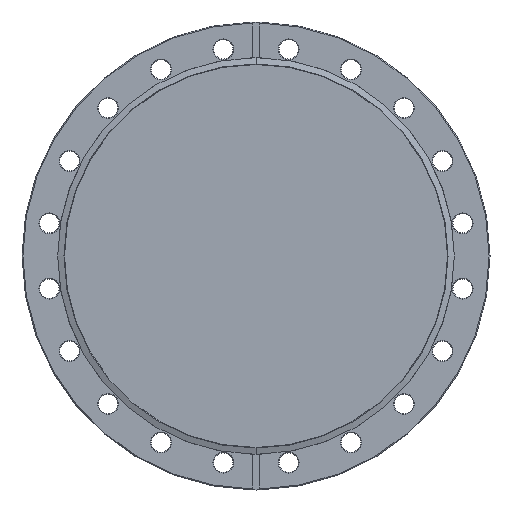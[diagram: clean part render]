
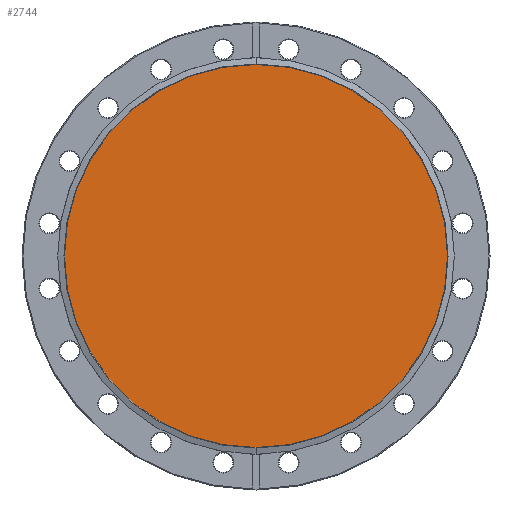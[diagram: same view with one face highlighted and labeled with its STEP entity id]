
A CAD part, front view. The second image highlights one B-rep face of the part: STEP entity #2744.
In plain terms, the highlighted planar face has unit normal (0, -1, 0).
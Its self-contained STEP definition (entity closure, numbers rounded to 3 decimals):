
#350 = EDGE_CURVE ( 'NONE', #1654, #1587, #3096, .T. ) ;
#412 = AXIS2_PLACEMENT_3D ( 'NONE', #1499, #568, #3405 ) ;
#422 = CARTESIAN_POINT ( 'NONE',  ( 0., -9.95, 0. ) ) ;
#442 = CARTESIAN_POINT ( 'NONE',  ( 0., -9.95, -82.832 ) ) ;
#458 = CARTESIAN_POINT ( 'NONE',  ( -82.832, -9.95, 0. ) ) ;
#562 = ORIENTED_EDGE ( 'NONE', *, *, #4354, .T. ) ;
#568 = DIRECTION ( 'NONE',  ( 0., -1., 0. ) ) ;
#791 = DIRECTION ( 'NONE',  ( 0., 0., -1. ) ) ;
#831 = DIRECTION ( 'NONE',  ( 0., 0., 1. ) ) ;
#960 = EDGE_LOOP ( 'NONE', ( #562, #4604 ) ) ;
#1499 = CARTESIAN_POINT ( 'NONE',  ( 0., -9.95, 0. ) ) ;
#1587 = VERTEX_POINT ( 'NONE', #442 ) ;
#1654 = VERTEX_POINT ( 'NONE', #1922 ) ;
#1844 = CIRCLE ( 'NONE', #3253, 82.832 ) ;
#1922 = CARTESIAN_POINT ( 'NONE',  ( 0., -9.95, 82.832 ) ) ;
#1930 = FACE_OUTER_BOUND ( 'NONE', #960, .T. ) ;
#1995 = PLANE ( 'NONE',  #2364 ) ;
#2364 = AXIS2_PLACEMENT_3D ( 'NONE', #458, #2959, #831 ) ;
#2744 = ADVANCED_FACE ( 'NONE', ( #1930 ), #1995, .F. ) ;
#2923 = DIRECTION ( 'NONE',  ( 0., -1., 0. ) ) ;
#2959 = DIRECTION ( 'NONE',  ( 0., 1., 0. ) ) ;
#3096 = CIRCLE ( 'NONE', #412, 82.832 ) ;
#3253 = AXIS2_PLACEMENT_3D ( 'NONE', #422, #2923, #791 ) ;
#3405 = DIRECTION ( 'NONE',  ( 0., 0., -1. ) ) ;
#4354 = EDGE_CURVE ( 'NONE', #1587, #1654, #1844, .T. ) ;
#4604 = ORIENTED_EDGE ( 'NONE', *, *, #350, .T. ) ;
